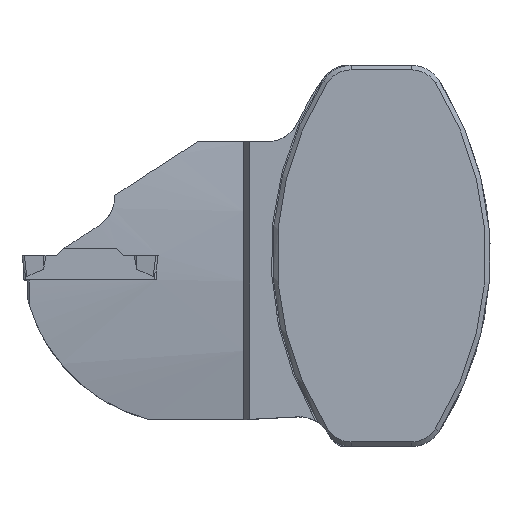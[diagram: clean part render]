
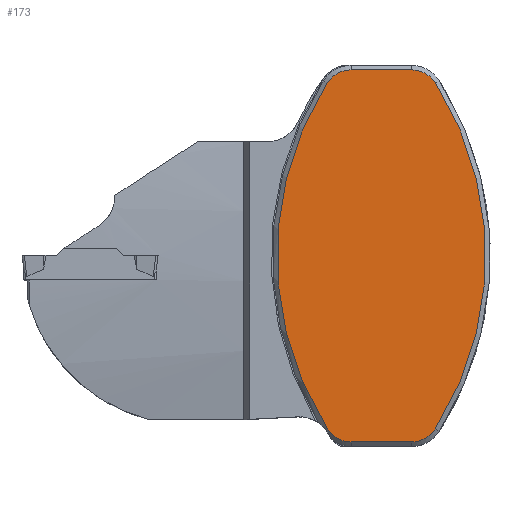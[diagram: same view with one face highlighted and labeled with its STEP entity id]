
A CAD part, top view. The second image highlights one B-rep face of the part: STEP entity #173.
In plain terms, the highlighted planar face has unit normal (0, 0, 1).
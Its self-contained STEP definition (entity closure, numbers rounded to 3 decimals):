
#126=PLANE('',#1724);
#173=ADVANCED_FACE('',(#283),#126,.T.);
#283=FACE_OUTER_BOUND('',#365,.T.);
#365=EDGE_LOOP('',(#866,#867,#868,#869,#870,#871,#872,#873));
#489=LINE('',#2557,#611);
#490=LINE('',#2565,#612);
#611=VECTOR('',#1981,1.);
#612=VECTOR('',#1988,1.);
#705=CIRCLE('',#1692,59.175);
#715=CIRCLE('',#1707,5.175);
#720=CIRCLE('',#1720,5.175);
#721=CIRCLE('',#1721,5.175);
#722=CIRCLE('',#1722,59.175);
#723=CIRCLE('',#1723,5.175);
#866=ORIENTED_EDGE('',*,*,#1440,.F.);
#867=ORIENTED_EDGE('',*,*,#1401,.F.);
#868=ORIENTED_EDGE('',*,*,#1423,.F.);
#869=ORIENTED_EDGE('',*,*,#1441,.F.);
#870=ORIENTED_EDGE('',*,*,#1442,.F.);
#871=ORIENTED_EDGE('',*,*,#1443,.F.);
#872=ORIENTED_EDGE('',*,*,#1444,.F.);
#873=ORIENTED_EDGE('',*,*,#1445,.F.);
#1245=VERTEX_POINT('',#2471);
#1246=VERTEX_POINT('',#2473);
#1261=VERTEX_POINT('',#2523);
#1269=VERTEX_POINT('',#2556);
#1270=VERTEX_POINT('',#2558);
#1271=VERTEX_POINT('',#2560);
#1272=VERTEX_POINT('',#2562);
#1273=VERTEX_POINT('',#2564);
#1401=EDGE_CURVE('',#1245,#1246,#705,.T.);
#1423=EDGE_CURVE('',#1261,#1245,#715,.T.);
#1440=EDGE_CURVE('',#1246,#1269,#720,.T.);
#1441=EDGE_CURVE('',#1270,#1261,#489,.T.);
#1442=EDGE_CURVE('',#1271,#1270,#721,.T.);
#1443=EDGE_CURVE('',#1272,#1271,#722,.T.);
#1444=EDGE_CURVE('',#1273,#1272,#723,.T.);
#1445=EDGE_CURVE('',#1269,#1273,#490,.T.);
#1692=AXIS2_PLACEMENT_3D('',#2472,#1902,#1903);
#1707=AXIS2_PLACEMENT_3D('',#2524,#1942,#1943);
#1720=AXIS2_PLACEMENT_3D('',#2555,#1979,#1980);
#1721=AXIS2_PLACEMENT_3D('',#2559,#1982,#1983);
#1722=AXIS2_PLACEMENT_3D('',#2561,#1984,#1985);
#1723=AXIS2_PLACEMENT_3D('',#2563,#1986,#1987);
#1724=AXIS2_PLACEMENT_3D('',#2566,#1989,#1990);
#1902=DIRECTION('',(0.,0.,-1.));
#1903=DIRECTION('',(0.,-1.,0.));
#1942=DIRECTION('',(0.,0.,-1.));
#1943=DIRECTION('',(0.,-1.,0.));
#1979=DIRECTION('',(0.,0.,-1.));
#1980=DIRECTION('',(0.,-1.,0.));
#1981=DIRECTION('',(-1.,0.,0.));
#1982=DIRECTION('',(0.,0.,-1.));
#1983=DIRECTION('',(0.,-1.,0.));
#1984=DIRECTION('',(0.,0.,-1.));
#1985=DIRECTION('',(0.,-1.,0.));
#1986=DIRECTION('',(0.,0.,-1.));
#1987=DIRECTION('',(0.,-1.,0.));
#1988=DIRECTION('',(1.,0.,0.));
#1989=DIRECTION('',(0.,0.,1.));
#1990=DIRECTION('',(0.,-1.,0.));
#2471=CARTESIAN_POINT('',(-9.918,-31.779,0.325));
#2472=CARTESIAN_POINT('',(40.,0.,0.325));
#2473=CARTESIAN_POINT('',(-9.918,31.779,0.325));
#2523=CARTESIAN_POINT('',(-5.552,-34.175,0.325));
#2524=CARTESIAN_POINT('',(-5.552,-29.,0.325));
#2555=CARTESIAN_POINT('',(-5.552,29.,0.325));
#2556=CARTESIAN_POINT('',(-5.552,34.175,0.325));
#2557=CARTESIAN_POINT('',(0.,-34.175,0.325));
#2558=CARTESIAN_POINT('',(5.552,-34.175,0.325));
#2559=CARTESIAN_POINT('',(5.552,-29.,0.325));
#2560=CARTESIAN_POINT('',(9.918,-31.779,0.325));
#2561=CARTESIAN_POINT('',(-40.,0.,0.325));
#2562=CARTESIAN_POINT('',(9.918,31.779,0.325));
#2563=CARTESIAN_POINT('',(5.552,29.,0.325));
#2564=CARTESIAN_POINT('',(5.552,34.175,0.325));
#2565=CARTESIAN_POINT('',(0.,34.175,0.325));
#2566=CARTESIAN_POINT('',(0.,0.,0.325));
